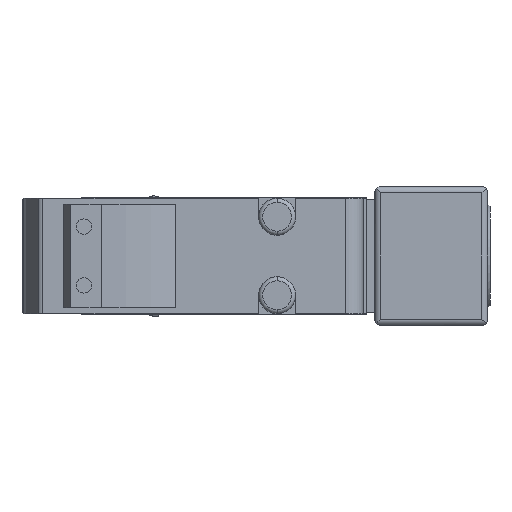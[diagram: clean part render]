
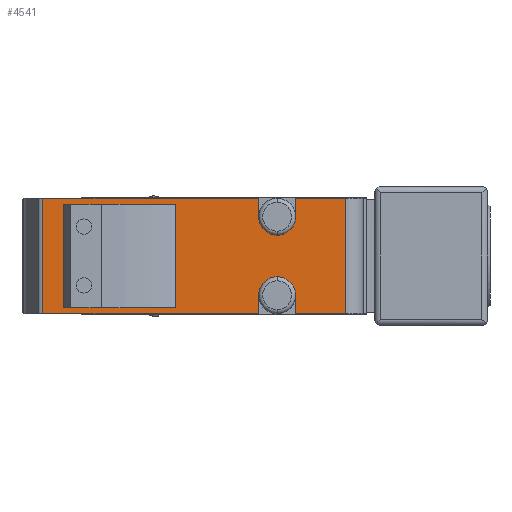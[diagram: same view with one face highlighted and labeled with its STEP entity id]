
A CAD part, left-side view. The second image highlights one B-rep face of the part: STEP entity #4541.
In plain terms, the highlighted planar face has unit normal (-1, 0, 0).
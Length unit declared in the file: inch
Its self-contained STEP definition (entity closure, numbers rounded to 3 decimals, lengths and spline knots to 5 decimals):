
#35 = CARTESIAN_POINT ( 'NONE',  ( -1.82087, 1.10463, 0.17717 ) ) ;
#66 = ORIENTED_EDGE ( 'NONE', *, *, #10455, .T. ) ;
#260 = DIRECTION ( 'NONE',  ( 0., 0., 1. ) ) ;
#419 = ORIENTED_EDGE ( 'NONE', *, *, #3033, .T. ) ;
#441 = CARTESIAN_POINT ( 'NONE',  ( -1.82087, 1.10463, 0.19685 ) ) ;
#632 = DIRECTION ( 'NONE',  ( -1., 0., 0. ) ) ;
#767 = VECTOR ( 'NONE', #260, 39.37008 ) ;
#1013 = CARTESIAN_POINT ( 'NONE',  ( -1.82087, 1.10463, -0.19685 ) ) ;
#1046 = CARTESIAN_POINT ( 'NONE',  ( -1.82087, 0.24213, -0.13386 ) ) ;
#1050 = VECTOR ( 'NONE', #13271, 39.37008 ) ;
#1188 = DIRECTION ( 'NONE',  ( 0., 0., 1. ) ) ;
#1366 = DIRECTION ( 'NONE',  ( 0., 1., 0. ) ) ;
#1468 = ORIENTED_EDGE ( 'NONE', *, *, #8522, .F. ) ;
#1497 = VECTOR ( 'NONE', #10530, 39.37008 ) ;
#1743 = CARTESIAN_POINT ( 'NONE',  ( -1.82087, 0.24213, -0.19685 ) ) ;
#1754 = ORIENTED_EDGE ( 'NONE', *, *, #11955, .F. ) ;
#1879 = CARTESIAN_POINT ( 'NONE',  ( -1.82087, 0.07087, -0.19685 ) ) ;
#1943 = VECTOR ( 'NONE', #6964, 39.37008 ) ;
#1955 = CARTESIAN_POINT ( 'NONE',  ( -1.82087, 0.36811, 0.19685 ) ) ;
#2392 = VECTOR ( 'NONE', #10105, 39.37008 ) ;
#2444 = FACE_OUTER_BOUND ( 'NONE', #13843, .T. ) ;
#2468 = ORIENTED_EDGE ( 'NONE', *, *, #13076, .F. ) ;
#2643 = CIRCLE ( 'NONE', #10914, 0.06299 ) ;
#2799 = EDGE_CURVE ( 'NONE', #8804, #11798, #12110, .T. ) ;
#2814 = CARTESIAN_POINT ( 'NONE',  ( -1.82087, 0.36811, 0.13386 ) ) ;
#2908 = CARTESIAN_POINT ( 'NONE',  ( -1.82087, 0.36811, 0.19685 ) ) ;
#2914 = VERTEX_POINT ( 'NONE', #8801 ) ;
#2944 = EDGE_CURVE ( 'NONE', #9639, #11045, #2643, .T. ) ;
#3009 = VERTEX_POINT ( 'NONE', #12122 ) ;
#3033 = EDGE_CURVE ( 'NONE', #11798, #6245, #7738, .T. ) ;
#3167 = EDGE_LOOP ( 'NONE', ( #13786, #11596, #1468, #12681 ) ) ;
#3183 = CARTESIAN_POINT ( 'NONE',  ( -1.82087, 0.24213, 0.13386 ) ) ;
#3248 = DIRECTION ( 'NONE',  ( 0., 0., -1. ) ) ;
#3311 = CARTESIAN_POINT ( 'NONE',  ( -1.82087, 0.36811, -0.13386 ) ) ;
#3368 = VERTEX_POINT ( 'NONE', #3311 ) ;
#3399 = CARTESIAN_POINT ( 'NONE',  ( -1.82087, 0.30512, 0.13386 ) ) ;
#3500 = CARTESIAN_POINT ( 'NONE',  ( -1.82087, 0.36811, 0.19685 ) ) ;
#3698 = CARTESIAN_POINT ( 'NONE',  ( -1.82087, 0.30512, -0.13386 ) ) ;
#3739 = EDGE_CURVE ( 'NONE', #12956, #9885, #12017, .T. ) ;
#3774 = VECTOR ( 'NONE', #11312, 39.37008 ) ;
#3865 = LINE ( 'NONE', #11348, #1943 ) ;
#3887 = DIRECTION ( 'NONE',  ( 0., 0., -1. ) ) ;
#3912 = VERTEX_POINT ( 'NONE', #2908 ) ;
#4132 = LINE ( 'NONE', #1955, #1497 ) ;
#4226 = CARTESIAN_POINT ( 'NONE',  ( -1.82087, 0.36811, -0.19685 ) ) ;
#4403 = DIRECTION ( 'NONE',  ( 0., -1., 0. ) ) ;
#4500 = LINE ( 'NONE', #8967, #1050 ) ;
#4516 = ORIENTED_EDGE ( 'NONE', *, *, #2799, .T. ) ;
#4541 = ADVANCED_FACE ( 'NONE', ( #13390, #2444 ), #10019, .F. ) ;
#4917 = CARTESIAN_POINT ( 'NONE',  ( -1.82087, 0.07087, 0.19685 ) ) ;
#4956 = AXIS2_PLACEMENT_3D ( 'NONE', #3698, #11478, #9329 ) ;
#5184 = VECTOR ( 'NONE', #3248, 39.37008 ) ;
#5202 = VERTEX_POINT ( 'NONE', #11647 ) ;
#5216 = ORIENTED_EDGE ( 'NONE', *, *, #10191, .F. ) ;
#5407 = CIRCLE ( 'NONE', #4956, 0.06299 ) ;
#5455 = CARTESIAN_POINT ( 'NONE',  ( -1.82087, 0.65334, 0.17717 ) ) ;
#5468 = CARTESIAN_POINT ( 'NONE',  ( -1.82087, 1.10463, -0.17717 ) ) ;
#5562 = DIRECTION ( 'NONE',  ( 1., 0., 0. ) ) ;
#5823 = DIRECTION ( 'NONE',  ( 0., 0., -1. ) ) ;
#5898 = LINE ( 'NONE', #13296, #767 ) ;
#6078 = ORIENTED_EDGE ( 'NONE', *, *, #11122, .F. ) ;
#6123 = EDGE_CURVE ( 'NONE', #3912, #9639, #13374, .T. ) ;
#6245 = VERTEX_POINT ( 'NONE', #4226 ) ;
#6396 = DIRECTION ( 'NONE',  ( 0., -1., 0. ) ) ;
#6468 = VERTEX_POINT ( 'NONE', #9973 ) ;
#6657 = CARTESIAN_POINT ( 'NONE',  ( -1.82087, 1.10463, -0.19685 ) ) ;
#6964 = DIRECTION ( 'NONE',  ( 0., -1., 0. ) ) ;
#7072 = LINE ( 'NONE', #441, #3774 ) ;
#7138 = CARTESIAN_POINT ( 'NONE',  ( -1.82087, 0.30512, -0.13386 ) ) ;
#7409 = LINE ( 'NONE', #5455, #12621 ) ;
#7425 = AXIS2_PLACEMENT_3D ( 'NONE', #7138, #632, #3887 ) ;
#7572 = ORIENTED_EDGE ( 'NONE', *, *, #14198, .F. ) ;
#7738 = LINE ( 'NONE', #6657, #2392 ) ;
#7779 = ORIENTED_EDGE ( 'NONE', *, *, #10614, .F. ) ;
#7795 = EDGE_CURVE ( 'NONE', #3009, #12956, #14152, .T. ) ;
#7825 = VECTOR ( 'NONE', #5823, 39.37008 ) ;
#7847 = VECTOR ( 'NONE', #13096, 39.37008 ) ;
#7936 = DIRECTION ( 'NONE',  ( 0., 0., -1. ) ) ;
#8267 = VECTOR ( 'NONE', #6396, 39.37008 ) ;
#8452 = ORIENTED_EDGE ( 'NONE', *, *, #2944, .F. ) ;
#8522 = EDGE_CURVE ( 'NONE', #9885, #2914, #7409, .T. ) ;
#8562 = EDGE_CURVE ( 'NONE', #3009, #2914, #8900, .T. ) ;
#8709 = VECTOR ( 'NONE', #10087, 39.37008 ) ;
#8801 = CARTESIAN_POINT ( 'NONE',  ( -1.82087, 0.65334, 0.17717 ) ) ;
#8804 = VERTEX_POINT ( 'NONE', #9619 ) ;
#8900 = LINE ( 'NONE', #35, #8267 ) ;
#8967 = CARTESIAN_POINT ( 'NONE',  ( -1.82087, 0.24213, 0.19685 ) ) ;
#8970 = CARTESIAN_POINT ( 'NONE',  ( -1.82087, 1.10463, -0.19685 ) ) ;
#9329 = DIRECTION ( 'NONE',  ( 0., 0., -1. ) ) ;
#9619 = CARTESIAN_POINT ( 'NONE',  ( -1.82087, 1.10463, 0.19685 ) ) ;
#9639 = VERTEX_POINT ( 'NONE', #2814 ) ;
#9816 = CARTESIAN_POINT ( 'NONE',  ( -1.82087, 0.07087, 0.19685 ) ) ;
#9885 = VERTEX_POINT ( 'NONE', #11491 ) ;
#9973 = CARTESIAN_POINT ( 'NONE',  ( -1.82087, 0.30512, -0.07087 ) ) ;
#10019 = PLANE ( 'NONE',  #13036 ) ;
#10087 = DIRECTION ( 'NONE',  ( 0., 0., -1. ) ) ;
#10105 = DIRECTION ( 'NONE',  ( 0., -1., 0. ) ) ;
#10191 = EDGE_CURVE ( 'NONE', #3368, #6245, #4132, .T. ) ;
#10455 = EDGE_CURVE ( 'NONE', #12557, #12517, #10884, .T. ) ;
#10468 = VECTOR ( 'NONE', #4403, 39.37008 ) ;
#10530 = DIRECTION ( 'NONE',  ( 0., 0., -1. ) ) ;
#10593 = ORIENTED_EDGE ( 'NONE', *, *, #6123, .F. ) ;
#10614 = EDGE_CURVE ( 'NONE', #11045, #5202, #4500, .T. ) ;
#10631 = VERTEX_POINT ( 'NONE', #1046 ) ;
#10748 = CARTESIAN_POINT ( 'NONE',  ( -1.82087, 1.10463, 0.19685 ) ) ;
#10761 = CARTESIAN_POINT ( 'NONE',  ( -1.82087, 1.03371, 0.19685 ) ) ;
#10884 = LINE ( 'NONE', #1013, #10468 ) ;
#10914 = AXIS2_PLACEMENT_3D ( 'NONE', #3399, #13481, #12193 ) ;
#11045 = VERTEX_POINT ( 'NONE', #3183 ) ;
#11086 = ORIENTED_EDGE ( 'NONE', *, *, #12361, .F. ) ;
#11092 = CARTESIAN_POINT ( 'NONE',  ( -1.82087, 1.10463, 0.19685 ) ) ;
#11122 = EDGE_CURVE ( 'NONE', #5202, #12251, #7072, .T. ) ;
#11312 = DIRECTION ( 'NONE',  ( 0., -1., 0. ) ) ;
#11348 = CARTESIAN_POINT ( 'NONE',  ( -1.82087, 1.10463, 0.19685 ) ) ;
#11478 = DIRECTION ( 'NONE',  ( -1., 0., 0. ) ) ;
#11491 = CARTESIAN_POINT ( 'NONE',  ( -1.82087, 0.65334, -0.17717 ) ) ;
#11596 = ORIENTED_EDGE ( 'NONE', *, *, #8562, .T. ) ;
#11647 = CARTESIAN_POINT ( 'NONE',  ( -1.82087, 0.24213, 0.19685 ) ) ;
#11798 = VERTEX_POINT ( 'NONE', #8970 ) ;
#11955 = EDGE_CURVE ( 'NONE', #6468, #3368, #5407, .T. ) ;
#12017 = LINE ( 'NONE', #5468, #7847 ) ;
#12083 = CARTESIAN_POINT ( 'NONE',  ( -1.82087, 1.03371, -0.17717 ) ) ;
#12110 = LINE ( 'NONE', #10748, #5184 ) ;
#12122 = CARTESIAN_POINT ( 'NONE',  ( -1.82087, 1.03371, 0.17717 ) ) ;
#12193 = DIRECTION ( 'NONE',  ( 0., 0., -1. ) ) ;
#12251 = VERTEX_POINT ( 'NONE', #9816 ) ;
#12361 = EDGE_CURVE ( 'NONE', #12251, #12517, #12544, .T. ) ;
#12517 = VERTEX_POINT ( 'NONE', #1879 ) ;
#12544 = LINE ( 'NONE', #4917, #13930 ) ;
#12557 = VERTEX_POINT ( 'NONE', #1743 ) ;
#12621 = VECTOR ( 'NONE', #1188, 39.37008 ) ;
#12681 = ORIENTED_EDGE ( 'NONE', *, *, #3739, .F. ) ;
#12812 = EDGE_CURVE ( 'NONE', #10631, #6468, #13630, .T. ) ;
#12956 = VERTEX_POINT ( 'NONE', #12083 ) ;
#13036 = AXIS2_PLACEMENT_3D ( 'NONE', #11092, #5562, #1366 ) ;
#13076 = EDGE_CURVE ( 'NONE', #12557, #10631, #5898, .T. ) ;
#13096 = DIRECTION ( 'NONE',  ( 0., -1., 0. ) ) ;
#13271 = DIRECTION ( 'NONE',  ( 0., 0., 1. ) ) ;
#13287 = ORIENTED_EDGE ( 'NONE', *, *, #12812, .F. ) ;
#13296 = CARTESIAN_POINT ( 'NONE',  ( -1.82087, 0.24213, 0.19685 ) ) ;
#13374 = LINE ( 'NONE', #3500, #7825 ) ;
#13390 = FACE_BOUND ( 'NONE', #3167, .T. ) ;
#13481 = DIRECTION ( 'NONE',  ( -1., 0., 0. ) ) ;
#13630 = CIRCLE ( 'NONE', #7425, 0.06299 ) ;
#13786 = ORIENTED_EDGE ( 'NONE', *, *, #7795, .F. ) ;
#13843 = EDGE_LOOP ( 'NONE', ( #10593, #7572, #4516, #419, #5216, #1754, #13287, #2468, #66, #11086, #6078, #7779, #8452 ) ) ;
#13930 = VECTOR ( 'NONE', #7936, 39.37008 ) ;
#14152 = LINE ( 'NONE', #10761, #8709 ) ;
#14198 = EDGE_CURVE ( 'NONE', #8804, #3912, #3865, .T. ) ;
